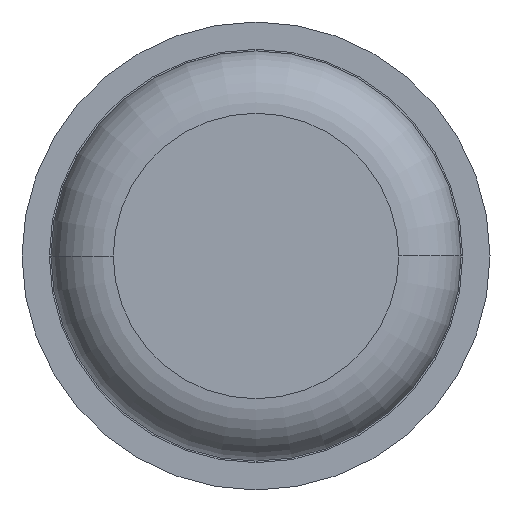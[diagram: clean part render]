
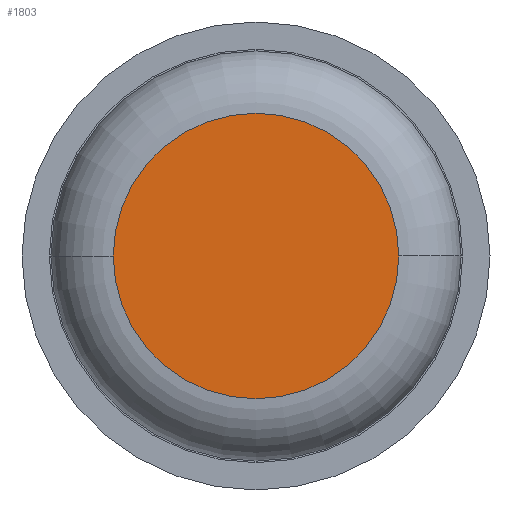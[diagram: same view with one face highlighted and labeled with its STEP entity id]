
A CAD part, front view. The second image highlights one B-rep face of the part: STEP entity #1803.
In plain terms, the highlighted planar face has unit normal (0, -1, 0).
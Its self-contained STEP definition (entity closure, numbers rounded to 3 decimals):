
#488 = DIRECTION ( 'NONE',  ( 0., 1., 0. ) ) ;
#960 = EDGE_LOOP ( 'NONE', ( #1541, #2006 ) ) ;
#967 = CARTESIAN_POINT ( 'NONE',  ( -0.915, 0., 0. ) ) ;
#1048 = AXIS2_PLACEMENT_3D ( 'NONE', #2259, #2573, #1973 ) ;
#1084 = DIRECTION ( 'NONE',  ( 0., -1., 0. ) ) ;
#1325 = CARTESIAN_POINT ( 'NONE',  ( 0.915, 0., 0. ) ) ;
#1541 = ORIENTED_EDGE ( 'NONE', *, *, #2118, .T. ) ;
#1731 = PLANE ( 'NONE',  #2889 ) ;
#1803 = ADVANCED_FACE ( 'Defeature ausgef�hrt1_6', ( #3384 ), #1731, .F. ) ;
#1973 = DIRECTION ( 'NONE',  ( -1., 0., 0. ) ) ;
#2006 = ORIENTED_EDGE ( 'NONE', *, *, #3820, .T. ) ;
#2021 = DIRECTION ( 'NONE',  ( -1., 0., 0. ) ) ;
#2118 = EDGE_CURVE ( 'Defeature ausgef�hrt1_6+Defeature ausgef�hrt1_7+Defeature ausgef�hrt1_7+Defeature ausgef�hrt1_7', #2939, #3848, #3232, .T. ) ;
#2167 = AXIS2_PLACEMENT_3D ( 'NONE', #2347, #1084, #3345 ) ;
#2259 = CARTESIAN_POINT ( 'NONE',  ( 0., 0., 0. ) ) ;
#2347 = CARTESIAN_POINT ( 'NONE',  ( 0., 0., 0. ) ) ;
#2443 = CIRCLE ( 'NONE', #1048, 0.915 ) ;
#2573 = DIRECTION ( 'NONE',  ( 0., -1., 0. ) ) ;
#2889 = AXIS2_PLACEMENT_3D ( 'NONE', #3947, #488, #2021 ) ;
#2939 = VERTEX_POINT ( 'NONE', #967 ) ;
#3232 = CIRCLE ( 'NONE', #2167, 0.915 ) ;
#3345 = DIRECTION ( 'NONE',  ( -1., 0., 0. ) ) ;
#3384 = FACE_OUTER_BOUND ( 'NONE', #960, .T. ) ;
#3820 = EDGE_CURVE ( 'Defeature ausgef�hrt1_6+Defeature ausgef�hrt1_7+Defeature ausgef�hrt1_7+Defeature ausgef�hrt1_7', #3848, #2939, #2443, .T. ) ;
#3848 = VERTEX_POINT ( 'NONE', #1325 ) ;
#3947 = CARTESIAN_POINT ( 'NONE',  ( 0., 0., 0. ) ) ;
